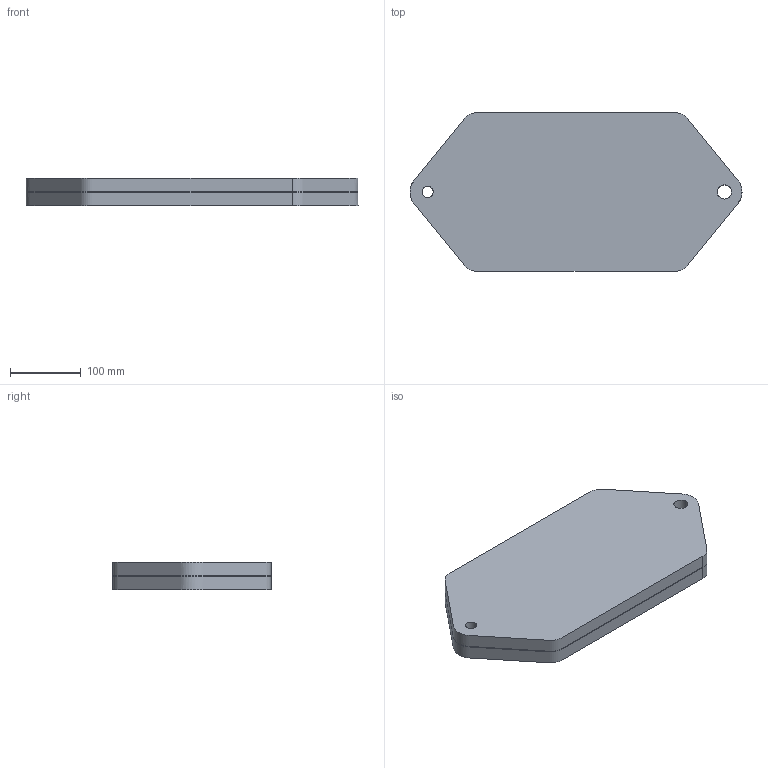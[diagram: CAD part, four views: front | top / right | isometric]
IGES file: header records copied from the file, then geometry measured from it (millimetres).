
Start section: File generated by Tebis Version 4.1
Global section: file name: modellplatten bdg.igs; native system: Tebis; preprocessor: 4.1; date: 221115.110210; units: millimetre
Bounding box: 469.99 x 224 x 39 mm (x, y, z)
Volume: 3462668.5 mm3; surface area: 401917.5 mm2
Topology: 2 solids, 2 shells, 28 faces, 118 edges, 98 vertices
Faces by surface type: bspline 28
